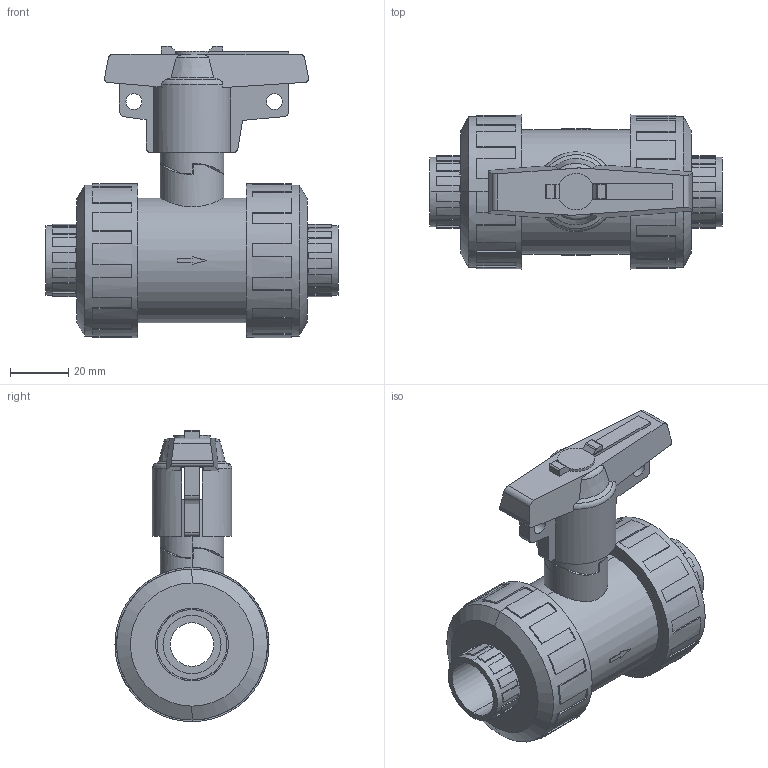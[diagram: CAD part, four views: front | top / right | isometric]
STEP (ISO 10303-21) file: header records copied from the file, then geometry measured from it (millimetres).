
FILE_DESCRIPTION(('STEP AP214'),'1');
FILE_NAME('cctmp_204EFDDF-20F1-4B96-A11A-DBD105477045_2021_10_20_14_30_59_0490..stp','2021-10-20T12:30:59',('Praher Valves GmbH'),('CADClick - www.CADClick.com'),'Spatial InterOp 3D',' ','unknown authorization');
FILE_SCHEMA(('AUTOMOTIVE_DESIGN'));
Length unit declared in the file: millimetre
Products named in the file (1): 128448
Bounding box: 100.5 x 53 x 100.17 mm (x, y, z)
Volume: 162437.2 mm3; surface area: 49811.3 mm2
Topology: 1 solids, 1 shells, 424 faces, 1194 edges, 789 vertices
Faces by surface type: plane 332, cylinder 68, cone 16, torus 8
Entity records: 17527 total; most frequent: CARTESIAN_POINT 2833, DIRECTION 2409, ORIENTED_EDGE 2388, EDGE_CURVE 1194, AXIS2_PLACEMENT_3D 835, VERTEX_POINT 789, LINE 739, VECTOR 739
